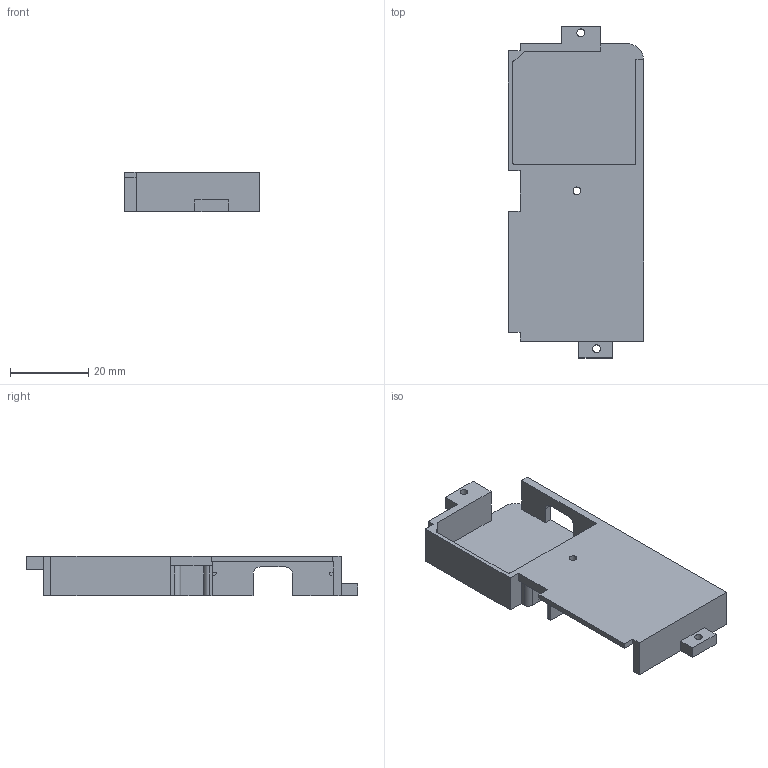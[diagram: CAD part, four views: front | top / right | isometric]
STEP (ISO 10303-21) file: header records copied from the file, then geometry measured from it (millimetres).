
FILE_DESCRIPTION(/* description */ (''),/* implementation_level */ '2;1');
FILE_NAME(/* name */ 'CJ64_Expansion_Left.step',/* time_stamp */ '2022-06-04T15:03:56-06:00',/* author */ (''),/* organization */ (''),/* preprocessor_version */ 'ST-DEVELOPER v19',/* originating_system */ 'Autodesk Translation Framework v11.7.0.108',/* authorisation */ '');
FILE_SCHEMA (('AUTOMOTIVE_DESIGN { 1 0 10303 214 3 1 1 }'));
Length unit declared in the file: millimetre
Products named in the file (1): CJ64_Final
Bounding box: 34.51 x 84.6 x 10 mm (x, y, z)
Volume: 7395.1 mm3; surface area: 9280.2 mm2
Topology: 1 solids, 1 shells, 80 faces, 231 edges, 153 vertices
Faces by surface type: plane 61, cylinder 19
Full cylindrical faces by diameter (mm): 2 x3
Entity records: 2658 total; most frequent: CARTESIAN_POINT 465, ORIENTED_EDGE 462, DIRECTION 431, EDGE_CURVE 231, LINE 193, VECTOR 193, VERTEX_POINT 153, AXIS2_PLACEMENT_3D 119
